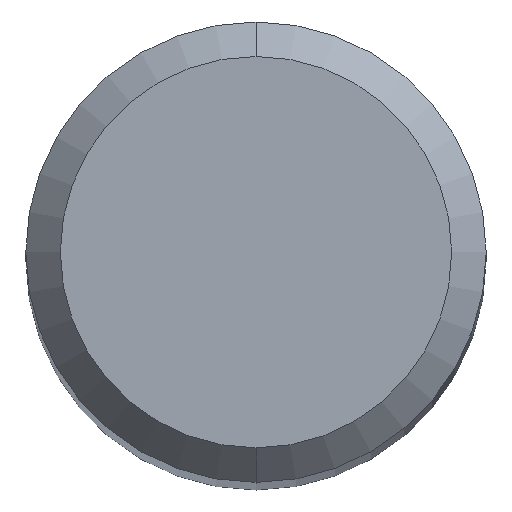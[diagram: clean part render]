
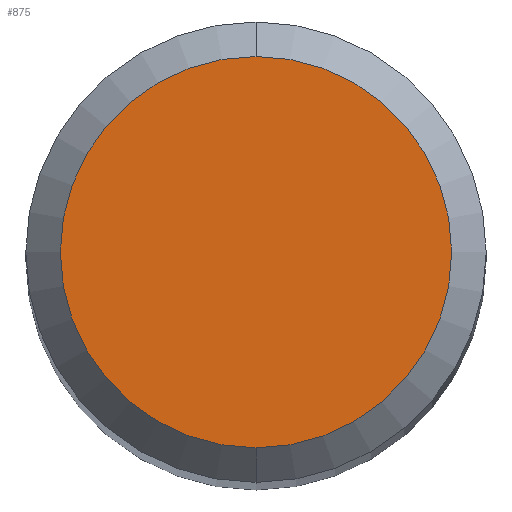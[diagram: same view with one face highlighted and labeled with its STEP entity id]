
A CAD part, top view. The second image highlights one B-rep face of the part: STEP entity #875.
In plain terms, the highlighted planar face has unit normal (0, 0, 1).
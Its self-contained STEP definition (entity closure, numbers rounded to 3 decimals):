
#513=EDGE_CURVE('',#589,#925,#1319,.T.);
#589=VERTEX_POINT('',#1406);
#875=ADVANCED_FACE('',(#1719),#1720,.T.);
#925=VERTEX_POINT('',#1773);
#1057=EDGE_CURVE('',#925,#589,#1919,.T.);
#1319=CIRCLE('',#2283,1.7);
#1406=CARTESIAN_POINT('',(0.0,1.7,0.0));
#1719=FACE_OUTER_BOUND('',#4085,.T.);
#1720=PLANE('',#4086);
#1773=CARTESIAN_POINT('',(0.,-1.7,0.0));
#1919=CIRCLE('',#4708,1.7);
#2283=AXIS2_PLACEMENT_3D('',#5376,#5377,#5378);
#4085=EDGE_LOOP('',(#5876,#5877));
#4086=AXIS2_PLACEMENT_3D('',#5878,#5879,#5880);
#4708=AXIS2_PLACEMENT_3D('',#6086,#6087,#6088);
#5376=CARTESIAN_POINT('',(0.0,0.0,0.0));
#5377=DIRECTION('',(0.0,0.0,-1.0));
#5378=DIRECTION('',(0.0,1.0,0.0));
#5876=ORIENTED_EDGE('',*,*,#513,.F.);
#5877=ORIENTED_EDGE('',*,*,#1057,.F.);
#5878=CARTESIAN_POINT('',(0.0,0.85,0.0));
#5879=DIRECTION('',(-0.0,0.0,1.0));
#5880=DIRECTION('',(0.0,-1.0,0.0));
#6086=CARTESIAN_POINT('',(0.0,0.0,0.0));
#6087=DIRECTION('',(0.0,0.0,-1.0));
#6088=DIRECTION('',(0.0,1.0,0.0));
